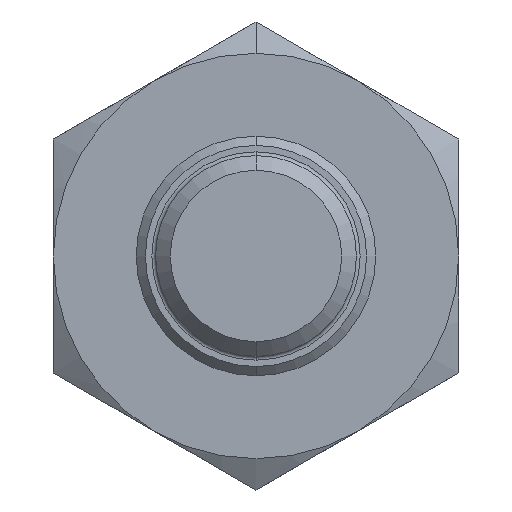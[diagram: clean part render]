
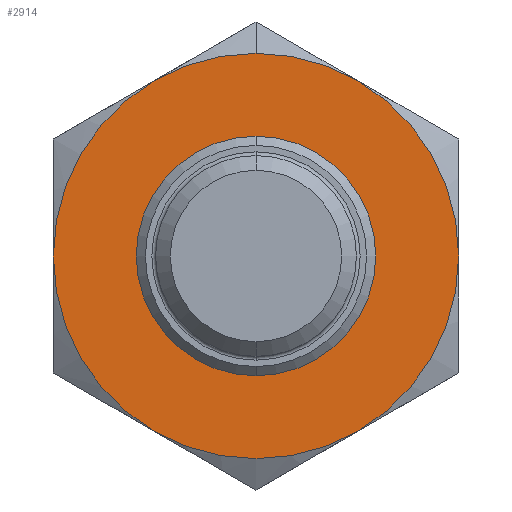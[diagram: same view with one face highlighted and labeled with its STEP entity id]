
A CAD part, front view. The second image highlights one B-rep face of the part: STEP entity #2914.
In plain terms, the highlighted planar face has unit normal (0, -1, 0).
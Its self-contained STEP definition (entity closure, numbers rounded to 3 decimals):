
#51 = EDGE_CURVE ( 'NONE', #1221, #2797, #1531, .T. ) ;
#105 = CARTESIAN_POINT ( 'NONE',  ( -30.414, 13.944, -4.273 ) ) ;
#123 = CIRCLE ( 'NONE', #728, 11. ) ;
#149 = DIRECTION ( 'NONE',  ( 0., 1., 0. ) ) ;
#150 = CARTESIAN_POINT ( 'NONE',  ( -35.914, 13.944, 5.253 ) ) ;
#226 = CARTESIAN_POINT ( 'NONE',  ( -24.914, 13.944, 5.253 ) ) ;
#230 = DIRECTION ( 'NONE',  ( 0., -1., 0. ) ) ;
#320 = EDGE_CURVE ( 'NONE', #3956, #1839, #4650, .T. ) ;
#452 = CARTESIAN_POINT ( 'NONE',  ( -30.414, 13.944, -4.273 ) ) ;
#485 = DIRECTION ( 'NONE',  ( 0., -1., 0. ) ) ;
#512 = EDGE_CURVE ( 'NONE', #567, #1816, #1537, .T. ) ;
#553 = DIRECTION ( 'NONE',  ( 0., -1., 0. ) ) ;
#567 = VERTEX_POINT ( 'NONE', #4506 ) ;
#625 = ORIENTED_EDGE ( 'NONE', *, *, #1028, .T. ) ;
#719 = ORIENTED_EDGE ( 'NONE', *, *, #2958, .T. ) ;
#728 = AXIS2_PLACEMENT_3D ( 'NONE', #105, #2265, #2582 ) ;
#832 = DIRECTION ( 'NONE',  ( -1., 0., 0. ) ) ;
#836 = CARTESIAN_POINT ( 'NONE',  ( -24.064, 13.944, -4.273 ) ) ;
#930 = CARTESIAN_POINT ( 'NONE',  ( -19.414, 13.944, -4.273 ) ) ;
#983 = AXIS2_PLACEMENT_3D ( 'NONE', #1770, #3218, #2913 ) ;
#1028 = EDGE_CURVE ( 'NONE', #2525, #4293, #2934, .T. ) ;
#1165 = DIRECTION ( 'NONE',  ( 0., 0., -1. ) ) ;
#1179 = VERTEX_POINT ( 'NONE', #226 ) ;
#1221 = VERTEX_POINT ( 'NONE', #4657 ) ;
#1246 = ORIENTED_EDGE ( 'NONE', *, *, #3700, .T. ) ;
#1257 = DIRECTION ( 'NONE',  ( 0., 1., 0. ) ) ;
#1287 = EDGE_CURVE ( 'NONE', #1179, #1221, #123, .T. ) ;
#1531 = CIRCLE ( 'NONE', #2075, 11. ) ;
#1537 = CIRCLE ( 'NONE', #2547, 6.35 ) ;
#1624 = DIRECTION ( 'NONE',  ( 0., 0., -1. ) ) ;
#1690 = ORIENTED_EDGE ( 'NONE', *, *, #1287, .T. ) ;
#1770 = CARTESIAN_POINT ( 'NONE',  ( -30.414, 13.944, -4.273 ) ) ;
#1816 = VERTEX_POINT ( 'NONE', #836 ) ;
#1839 = VERTEX_POINT ( 'NONE', #930 ) ;
#1890 = AXIS2_PLACEMENT_3D ( 'NONE', #2359, #2724, #2388 ) ;
#1922 = CARTESIAN_POINT ( 'NONE',  ( -24.914, 13.944, -13.799 ) ) ;
#1982 = CARTESIAN_POINT ( 'NONE',  ( -30.414, 13.944, -4.273 ) ) ;
#2075 = AXIS2_PLACEMENT_3D ( 'NONE', #2712, #2660, #1624 ) ;
#2112 = CIRCLE ( 'NONE', #2954, 11. ) ;
#2158 = ORIENTED_EDGE ( 'NONE', *, *, #320, .T. ) ;
#2243 = CARTESIAN_POINT ( 'NONE',  ( -30.414, 13.944, -4.273 ) ) ;
#2253 = EDGE_LOOP ( 'NONE', ( #3091, #625, #719, #2158, #3418, #1690, #2887 ) ) ;
#2265 = DIRECTION ( 'NONE',  ( 0., -1., 0. ) ) ;
#2275 = AXIS2_PLACEMENT_3D ( 'NONE', #2310, #149, #832 ) ;
#2310 = CARTESIAN_POINT ( 'NONE',  ( -41.414, 13.944, -10.624 ) ) ;
#2359 = CARTESIAN_POINT ( 'NONE',  ( -30.414, 13.944, -4.273 ) ) ;
#2382 = DIRECTION ( 'NONE',  ( -1., 0., 0. ) ) ;
#2388 = DIRECTION ( 'NONE',  ( 0., 0., -1. ) ) ;
#2401 = DIRECTION ( 'NONE',  ( -1., 0., 0. ) ) ;
#2431 = CIRCLE ( 'NONE', #983, 11. ) ;
#2496 = EDGE_CURVE ( 'NONE', #1839, #1179, #2112, .T. ) ;
#2525 = VERTEX_POINT ( 'NONE', #4113 ) ;
#2547 = AXIS2_PLACEMENT_3D ( 'NONE', #2599, #3662, #2401 ) ;
#2582 = DIRECTION ( 'NONE',  ( 0., 0., -1. ) ) ;
#2599 = CARTESIAN_POINT ( 'NONE',  ( -30.414, 13.944, -4.273 ) ) ;
#2660 = DIRECTION ( 'NONE',  ( 0., -1., 0. ) ) ;
#2712 = CARTESIAN_POINT ( 'NONE',  ( -30.414, 13.944, -4.273 ) ) ;
#2724 = DIRECTION ( 'NONE',  ( 0., -1., 0. ) ) ;
#2797 = VERTEX_POINT ( 'NONE', #150 ) ;
#2831 = CARTESIAN_POINT ( 'NONE',  ( -35.914, 13.944, -13.799 ) ) ;
#2852 = EDGE_CURVE ( 'NONE', #2797, #2525, #2431, .T. ) ;
#2862 = ORIENTED_EDGE ( 'NONE', *, *, #512, .T. ) ;
#2887 = ORIENTED_EDGE ( 'NONE', *, *, #51, .T. ) ;
#2913 = DIRECTION ( 'NONE',  ( 0., 0., -1. ) ) ;
#2914 = ADVANCED_FACE ( 'NONE', ( #4054, #4107 ), #3328, .F. ) ;
#2934 = CIRCLE ( 'NONE', #4511, 11. ) ;
#2954 = AXIS2_PLACEMENT_3D ( 'NONE', #1982, #230, #3806 ) ;
#2958 = EDGE_CURVE ( 'NONE', #4293, #3956, #4467, .T. ) ;
#3091 = ORIENTED_EDGE ( 'NONE', *, *, #2852, .T. ) ;
#3218 = DIRECTION ( 'NONE',  ( 0., -1., 0. ) ) ;
#3262 = CIRCLE ( 'NONE', #3847, 6.35 ) ;
#3328 = PLANE ( 'NONE',  #2275 ) ;
#3418 = ORIENTED_EDGE ( 'NONE', *, *, #2496, .T. ) ;
#3434 = AXIS2_PLACEMENT_3D ( 'NONE', #4288, #553, #4442 ) ;
#3474 = EDGE_LOOP ( 'NONE', ( #2862, #1246 ) ) ;
#3662 = DIRECTION ( 'NONE',  ( 0., 1., 0. ) ) ;
#3700 = EDGE_CURVE ( 'NONE', #1816, #567, #3262, .T. ) ;
#3806 = DIRECTION ( 'NONE',  ( 0., 0., -1. ) ) ;
#3847 = AXIS2_PLACEMENT_3D ( 'NONE', #452, #1257, #2382 ) ;
#3956 = VERTEX_POINT ( 'NONE', #1922 ) ;
#4054 = FACE_BOUND ( 'NONE', #3474, .T. ) ;
#4107 = FACE_OUTER_BOUND ( 'NONE', #2253, .T. ) ;
#4113 = CARTESIAN_POINT ( 'NONE',  ( -41.414, 13.944, -4.273 ) ) ;
#4288 = CARTESIAN_POINT ( 'NONE',  ( -30.414, 13.944, -4.273 ) ) ;
#4293 = VERTEX_POINT ( 'NONE', #2831 ) ;
#4442 = DIRECTION ( 'NONE',  ( 0., 0., -1. ) ) ;
#4467 = CIRCLE ( 'NONE', #1890, 11. ) ;
#4506 = CARTESIAN_POINT ( 'NONE',  ( -36.764, 13.944, -4.273 ) ) ;
#4511 = AXIS2_PLACEMENT_3D ( 'NONE', #2243, #485, #1165 ) ;
#4650 = CIRCLE ( 'NONE', #3434, 11. ) ;
#4657 = CARTESIAN_POINT ( 'NONE',  ( -30.414, 13.944, 6.727 ) ) ;
